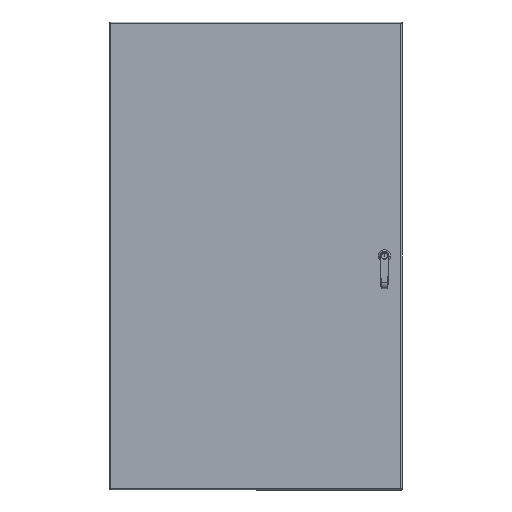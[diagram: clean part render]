
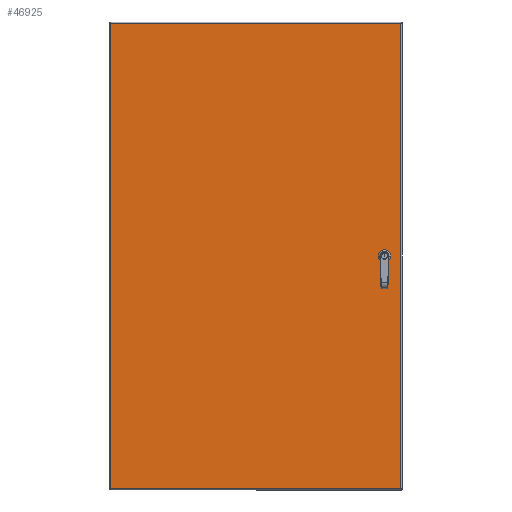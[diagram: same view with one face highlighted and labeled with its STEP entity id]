
A CAD part, front view. The second image highlights one B-rep face of the part: STEP entity #46925.
In plain terms, the highlighted planar face has unit normal (0, -1, 0).
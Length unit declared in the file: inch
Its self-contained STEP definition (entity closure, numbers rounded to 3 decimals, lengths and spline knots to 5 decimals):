
#1306 = PLANE ( 'NONE',  #31287 ) ;
#3326 = ORIENTED_EDGE ( 'NONE', *, *, #60629, .T. ) ;
#4165 = ORIENTED_EDGE ( 'NONE', *, *, #16055, .T. ) ;
#4725 = LINE ( 'NONE', #75848, #21029 ) ;
#6606 = CARTESIAN_POINT ( 'NONE',  ( 13.408, -8.837, 0.3955 ) ) ;
#6933 = EDGE_LOOP ( 'NONE', ( #65162, #3326, #26978, #41603, #57222, #64047, #61190, #75546 ) ) ;
#8448 = VECTOR ( 'NONE', #55041, 39.37008 ) ;
#9004 = EDGE_LOOP ( 'NONE', ( #54249, #75607, #4165, #38983 ) ) ;
#10739 = EDGE_CURVE ( 'NONE', #72866, #18750, #15440, .T. ) ;
#11410 = CARTESIAN_POINT ( 'NONE',  ( 13.5725, -8.837, -0.231 ) ) ;
#12424 = FACE_BOUND ( 'NONE', #6933, .T. ) ;
#13000 = DIRECTION ( 'NONE',  ( 0., 0., 1. ) ) ;
#13016 = VERTEX_POINT ( 'NONE', #36201 ) ;
#13742 = LINE ( 'NONE', #24871, #36494 ) ;
#15440 = LINE ( 'NONE', #39685, #43741 ) ;
#15644 = VERTEX_POINT ( 'NONE', #6606 ) ;
#16000 = CARTESIAN_POINT ( 'NONE',  ( 12.7815, -8.837, 0.231 ) ) ;
#16055 = EDGE_CURVE ( 'NONE', #49011, #62244, #28332, .T. ) ;
#17999 = EDGE_CURVE ( 'NONE', #52439, #15644, #13742, .T. ) ;
#18263 = CARTESIAN_POINT ( 'NONE',  ( 13.408, -8.837, 0.3955 ) ) ;
#18750 = VERTEX_POINT ( 'NONE', #28512 ) ;
#20724 = EDGE_CURVE ( 'NONE', #55797, #49011, #42397, .T. ) ;
#21029 = VECTOR ( 'NONE', #58383, 39.37008 ) ;
#23067 = VERTEX_POINT ( 'NONE', #16000 ) ;
#23702 = CARTESIAN_POINT ( 'NONE',  ( -14.888, -8.837, -23.8765 ) ) ;
#23752 = CARTESIAN_POINT ( 'NONE',  ( 12.7815, -8.837, -0.231 ) ) ;
#24871 = CARTESIAN_POINT ( 'NONE',  ( 13.408, -8.837, 0.3955 ) ) ;
#25623 = DIRECTION ( 'NONE',  ( 1., 0., 0. ) ) ;
#26874 = CARTESIAN_POINT ( 'NONE',  ( -14.888, -8.837, 23.8765 ) ) ;
#26978 = ORIENTED_EDGE ( 'NONE', *, *, #17999, .T. ) ;
#27177 = CARTESIAN_POINT ( 'NONE',  ( 13.5725, -8.837, -0.231 ) ) ;
#28332 = LINE ( 'NONE', #52947, #46566 ) ;
#28512 = CARTESIAN_POINT ( 'NONE',  ( 12.946, -8.837, -0.3955 ) ) ;
#28911 = LINE ( 'NONE', #11410, #77166 ) ;
#29017 = VECTOR ( 'NONE', #63361, 39.37008 ) ;
#29094 = VECTOR ( 'NONE', #66243, 39.37008 ) ;
#29810 = LINE ( 'NONE', #18263, #46892 ) ;
#30344 = CARTESIAN_POINT ( 'NONE',  ( -14.888, -8.837, -23.8765 ) ) ;
#30437 = LINE ( 'NONE', #30810, #8448 ) ;
#30810 = CARTESIAN_POINT ( 'NONE',  ( 12.7815, -8.837, -0.231 ) ) ;
#31287 = AXIS2_PLACEMENT_3D ( 'NONE', #30344, #48630, #37436 ) ;
#34685 = DIRECTION ( 'NONE',  ( 0., 0., -1. ) ) ;
#34890 = DIRECTION ( 'NONE',  ( -1., 0., 0. ) ) ;
#36201 = CARTESIAN_POINT ( 'NONE',  ( 14.865, -8.837, -23.8765 ) ) ;
#36494 = VECTOR ( 'NONE', #37986, 39.37008 ) ;
#36948 = VERTEX_POINT ( 'NONE', #23752 ) ;
#37084 = LINE ( 'NONE', #61307, #53997 ) ;
#37436 = DIRECTION ( 'NONE',  ( 0., 0., -1. ) ) ;
#37986 = DIRECTION ( 'NONE',  ( 1., 0., 0. ) ) ;
#38441 = EDGE_CURVE ( 'NONE', #52962, #72866, #56999, .T. ) ;
#38983 = ORIENTED_EDGE ( 'NONE', *, *, #43708, .T. ) ;
#39685 = CARTESIAN_POINT ( 'NONE',  ( 12.946, -8.837, -0.3955 ) ) ;
#40737 = EDGE_CURVE ( 'NONE', #15644, #48409, #29810, .T. ) ;
#41603 = ORIENTED_EDGE ( 'NONE', *, *, #40737, .T. ) ;
#42397 = LINE ( 'NONE', #78528, #29094 ) ;
#43059 = CARTESIAN_POINT ( 'NONE',  ( 13.5725, -8.837, -0.231 ) ) ;
#43102 = EDGE_CURVE ( 'NONE', #13016, #55797, #61874, .T. ) ;
#43708 = EDGE_CURVE ( 'NONE', #62244, #13016, #61017, .T. ) ;
#43741 = VECTOR ( 'NONE', #34890, 39.37008 ) ;
#44384 = VECTOR ( 'NONE', #25623, 39.37008 ) ;
#45222 = EDGE_CURVE ( 'NONE', #36948, #23067, #37084, .T. ) ;
#46566 = VECTOR ( 'NONE', #34685, 39.37008 ) ;
#46892 = VECTOR ( 'NONE', #73466, 39.37008 ) ;
#46925 = ADVANCED_FACE ( 'NONE', ( #54585, #12424 ), #1306, .T. ) ;
#48409 = VERTEX_POINT ( 'NONE', #50762 ) ;
#48630 = DIRECTION ( 'NONE',  ( 0., -1., 0. ) ) ;
#49011 = VERTEX_POINT ( 'NONE', #26874 ) ;
#50762 = CARTESIAN_POINT ( 'NONE',  ( 13.5725, -8.837, 0.231 ) ) ;
#52439 = VERTEX_POINT ( 'NONE', #69091 ) ;
#52947 = CARTESIAN_POINT ( 'NONE',  ( -14.888, -8.837, -23.8765 ) ) ;
#52962 = VERTEX_POINT ( 'NONE', #43059 ) ;
#53997 = VECTOR ( 'NONE', #55346, 39.37008 ) ;
#54249 = ORIENTED_EDGE ( 'NONE', *, *, #43102, .T. ) ;
#54585 = FACE_OUTER_BOUND ( 'NONE', #9004, .T. ) ;
#55041 = DIRECTION ( 'NONE',  ( -0.707, 0., 0.707 ) ) ;
#55346 = DIRECTION ( 'NONE',  ( 0., 0., 1. ) ) ;
#55797 = VERTEX_POINT ( 'NONE', #77739 ) ;
#56999 = LINE ( 'NONE', #27177, #29017 ) ;
#57222 = ORIENTED_EDGE ( 'NONE', *, *, #57731, .T. ) ;
#57731 = EDGE_CURVE ( 'NONE', #48409, #52962, #28911, .T. ) ;
#58383 = DIRECTION ( 'NONE',  ( 0.707, 0., 0.707 ) ) ;
#59897 = DIRECTION ( 'NONE',  ( 0., 0., -1. ) ) ;
#60629 = EDGE_CURVE ( 'NONE', #23067, #52439, #4725, .T. ) ;
#61017 = LINE ( 'NONE', #62190, #44384 ) ;
#61190 = ORIENTED_EDGE ( 'NONE', *, *, #10739, .T. ) ;
#61307 = CARTESIAN_POINT ( 'NONE',  ( 12.7815, -8.837, 0.231 ) ) ;
#61468 = CARTESIAN_POINT ( 'NONE',  ( 14.865, -8.837, -23.8765 ) ) ;
#61874 = LINE ( 'NONE', #61468, #67176 ) ;
#62190 = CARTESIAN_POINT ( 'NONE',  ( -14.888, -8.837, -23.8765 ) ) ;
#62244 = VERTEX_POINT ( 'NONE', #23702 ) ;
#63361 = DIRECTION ( 'NONE',  ( -0.707, 0., -0.707 ) ) ;
#64047 = ORIENTED_EDGE ( 'NONE', *, *, #38441, .T. ) ;
#65128 = EDGE_CURVE ( 'NONE', #18750, #36948, #30437, .T. ) ;
#65162 = ORIENTED_EDGE ( 'NONE', *, *, #45222, .T. ) ;
#66243 = DIRECTION ( 'NONE',  ( -1., 0., 0. ) ) ;
#67176 = VECTOR ( 'NONE', #13000, 39.37008 ) ;
#69091 = CARTESIAN_POINT ( 'NONE',  ( 12.946, -8.837, 0.3955 ) ) ;
#72866 = VERTEX_POINT ( 'NONE', #77500 ) ;
#73466 = DIRECTION ( 'NONE',  ( 0.707, 0., -0.707 ) ) ;
#75546 = ORIENTED_EDGE ( 'NONE', *, *, #65128, .T. ) ;
#75607 = ORIENTED_EDGE ( 'NONE', *, *, #20724, .T. ) ;
#75848 = CARTESIAN_POINT ( 'NONE',  ( 12.946, -8.837, 0.3955 ) ) ;
#77166 = VECTOR ( 'NONE', #59897, 39.37008 ) ;
#77500 = CARTESIAN_POINT ( 'NONE',  ( 13.408, -8.837, -0.3955 ) ) ;
#77739 = CARTESIAN_POINT ( 'NONE',  ( 14.865, -8.837, 23.8765 ) ) ;
#78528 = CARTESIAN_POINT ( 'NONE',  ( -14.888, -8.837, 23.8765 ) ) ;
